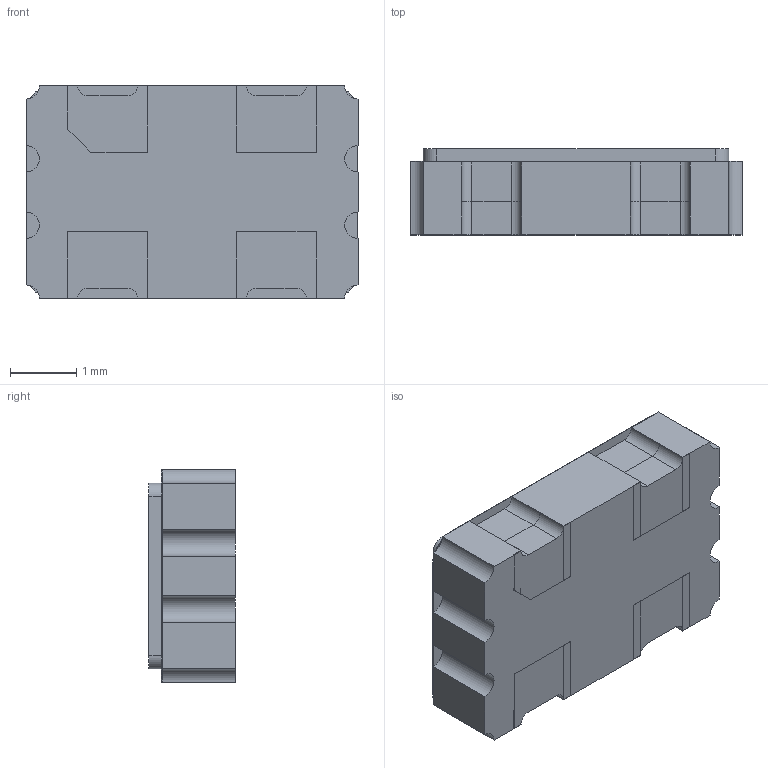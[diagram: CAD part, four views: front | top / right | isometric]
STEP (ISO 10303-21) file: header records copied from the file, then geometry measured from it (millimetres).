
FILE_DESCRIPTION (( 'STEP AP214' ), '1' );
FILE_NAME ('ECS-3961slash3963.STEP', '2017-12-07T21:18:08', ( '' ), ( '' ), 'SwSTEP 2.0', 'SolidWorks 2017', '' );
FILE_SCHEMA (( 'AUTOMOTIVE_DESIGN' ));
Length unit declared in the file: millimetre
Products named in the file (1): ECS-3961slash3963
Bounding box: 5 x 1.3 x 3.2 mm (x, y, z)
Volume: 19.2 mm3; surface area: 130 mm2
Topology: 7 solids, 7 shells, 144 faces, 374 edges, 244 vertices
Faces by surface type: plane 112, cylinder 32
Entity records: 4442 total; most frequent: CARTESIAN_POINT 763, ORIENTED_EDGE 748, DIRECTION 728, EDGE_CURVE 374, VECTOR 310, LINE 310, VERTEX_POINT 244, AXIS2_PLACEMENT_3D 209
